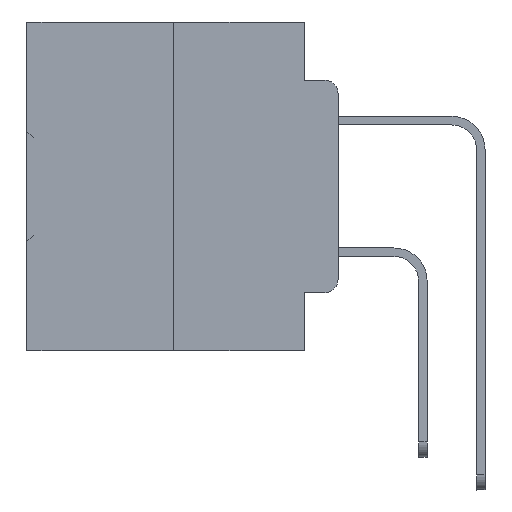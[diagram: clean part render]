
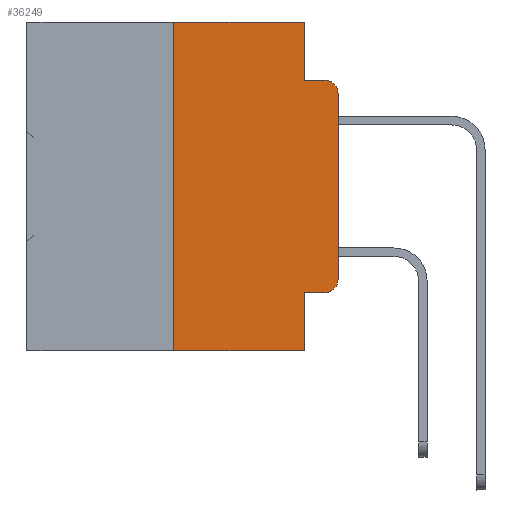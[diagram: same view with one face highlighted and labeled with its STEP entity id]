
A CAD part, left-side view. The second image highlights one B-rep face of the part: STEP entity #36249.
In plain terms, the highlighted planar face has unit normal (-1, 0, 0).
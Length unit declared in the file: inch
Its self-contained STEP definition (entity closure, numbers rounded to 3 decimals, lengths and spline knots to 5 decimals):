
#1382 = EDGE_CURVE ( 'NONE', #15909, #18698, #8049, .T. ) ;
#1492 = PLANE ( 'NONE',  #22775 ) ;
#3025 = VERTEX_POINT ( 'NONE', #7774 ) ;
#3032 = CARTESIAN_POINT ( 'NONE',  ( 0., 0.02, -0.4115 ) ) ;
#3231 = ORIENTED_EDGE ( 'NONE', *, *, #14182, .T. ) ;
#4739 = VECTOR ( 'NONE', #17967, 39.37008 ) ;
#4751 = DIRECTION ( 'NONE',  ( 0., 0., -1. ) ) ;
#5497 = CARTESIAN_POINT ( 'NONE',  ( 0., 0.051, -0.4115 ) ) ;
#5698 = VERTEX_POINT ( 'NONE', #3032 ) ;
#5723 = EDGE_CURVE ( 'NONE', #27910, #22295, #14657, .T. ) ;
#6274 = VECTOR ( 'NONE', #9459, 39.37008 ) ;
#6771 = LINE ( 'NONE', #10366, #30235 ) ;
#6783 = ORIENTED_EDGE ( 'NONE', *, *, #36998, .F. ) ;
#7733 = LINE ( 'NONE', #26749, #4739 ) ;
#7774 = CARTESIAN_POINT ( 'NONE',  ( 0., 0., -0.1085 ) ) ;
#7815 = DIRECTION ( 'NONE',  ( 0., -1., 0. ) ) ;
#8049 = LINE ( 'NONE', #17289, #38325 ) ;
#9459 = DIRECTION ( 'NONE',  ( 0., 0., -1. ) ) ;
#9966 = EDGE_CURVE ( 'NONE', #22295, #34230, #36051, .T. ) ;
#10366 = CARTESIAN_POINT ( 'NONE',  ( 0., 0.473, -0.5 ) ) ;
#10702 = CARTESIAN_POINT ( 'NONE',  ( 0., 0.02, -0.1085 ) ) ;
#11014 = CARTESIAN_POINT ( 'NONE',  ( 0., 0.473, 0. ) ) ;
#12279 = DIRECTION ( 'NONE',  ( -1., 0., 0. ) ) ;
#12806 = VECTOR ( 'NONE', #27521, 39.37008 ) ;
#12984 = AXIS2_PLACEMENT_3D ( 'NONE', #30415, #12279, #33346 ) ;
#13541 = DIRECTION ( 'NONE',  ( 0., -1., 0. ) ) ;
#13797 = LINE ( 'NONE', #24545, #12806 ) ;
#13885 = DIRECTION ( 'NONE',  ( 0., 0., -1. ) ) ;
#14182 = EDGE_CURVE ( 'NONE', #3025, #34230, #37836, .T. ) ;
#14657 = LINE ( 'NONE', #30777, #6274 ) ;
#15909 = VERTEX_POINT ( 'NONE', #37382 ) ;
#16438 = CARTESIAN_POINT ( 'NONE',  ( 0., 0.25, 0. ) ) ;
#16602 = CARTESIAN_POINT ( 'NONE',  ( 0., 0.051, -0.5 ) ) ;
#17200 = EDGE_LOOP ( 'NONE', ( #34817, #3231, #29780, #22831, #38515, #33450, #21463, #6783, #23314, #24230 ) ) ;
#17289 = CARTESIAN_POINT ( 'NONE',  ( 0., 0.25, 0. ) ) ;
#17892 = EDGE_CURVE ( 'NONE', #15909, #18158, #6771, .T. ) ;
#17967 = DIRECTION ( 'NONE',  ( 0., 0., 1. ) ) ;
#18158 = VERTEX_POINT ( 'NONE', #16602 ) ;
#18366 = EDGE_CURVE ( 'NONE', #19971, #3025, #7733, .T. ) ;
#18698 = VERTEX_POINT ( 'NONE', #16438 ) ;
#19624 = VERTEX_POINT ( 'NONE', #5497 ) ;
#19971 = VERTEX_POINT ( 'NONE', #22628 ) ;
#21463 = ORIENTED_EDGE ( 'NONE', *, *, #17892, .T. ) ;
#21530 = DIRECTION ( 'NONE',  ( 0., -1., 0. ) ) ;
#21896 = DIRECTION ( 'NONE',  ( 0., 0., 1. ) ) ;
#22295 = VERTEX_POINT ( 'NONE', #39440 ) ;
#22628 = CARTESIAN_POINT ( 'NONE',  ( 0., 0., -0.3915 ) ) ;
#22775 = AXIS2_PLACEMENT_3D ( 'NONE', #11014, #23401, #4751 ) ;
#22831 = ORIENTED_EDGE ( 'NONE', *, *, #5723, .F. ) ;
#23161 = VECTOR ( 'NONE', #21530, 39.37008 ) ;
#23314 = ORIENTED_EDGE ( 'NONE', *, *, #31123, .T. ) ;
#23401 = DIRECTION ( 'NONE',  ( 1., 0., 0. ) ) ;
#24230 = ORIENTED_EDGE ( 'NONE', *, *, #27117, .T. ) ;
#24367 = FACE_OUTER_BOUND ( 'NONE', #17200, .T. ) ;
#24545 = CARTESIAN_POINT ( 'NONE',  ( 0., 0.051, 0. ) ) ;
#25038 = CARTESIAN_POINT ( 'NONE',  ( 0., 0.051, 0. ) ) ;
#25924 = CARTESIAN_POINT ( 'NONE',  ( 0., 0.473, 0. ) ) ;
#26409 = AXIS2_PLACEMENT_3D ( 'NONE', #10702, #31923, #13885 ) ;
#26749 = CARTESIAN_POINT ( 'NONE',  ( 0., 0., 0. ) ) ;
#27117 = EDGE_CURVE ( 'NONE', #5698, #19971, #27792, .T. ) ;
#27521 = DIRECTION ( 'NONE',  ( 0., 0., -1. ) ) ;
#27579 = VECTOR ( 'NONE', #28880, 39.37008 ) ;
#27792 = CIRCLE ( 'NONE', #12984, 0.02 ) ;
#27910 = VERTEX_POINT ( 'NONE', #25038 ) ;
#28880 = DIRECTION ( 'NONE',  ( 0., -1., 0. ) ) ;
#28909 = LINE ( 'NONE', #29227, #33958 ) ;
#29217 = CARTESIAN_POINT ( 'NONE',  ( 0., 0.02, -0.0885 ) ) ;
#29227 = CARTESIAN_POINT ( 'NONE',  ( 0., 0.051, -0.4115 ) ) ;
#29780 = ORIENTED_EDGE ( 'NONE', *, *, #9966, .F. ) ;
#30235 = VECTOR ( 'NONE', #13541, 39.37008 ) ;
#30415 = CARTESIAN_POINT ( 'NONE',  ( 0., 0.02, -0.3915 ) ) ;
#30431 = EDGE_CURVE ( 'NONE', #18698, #27910, #37256, .T. ) ;
#30777 = CARTESIAN_POINT ( 'NONE',  ( 0., 0.051, 0. ) ) ;
#31123 = EDGE_CURVE ( 'NONE', #19624, #5698, #28909, .T. ) ;
#31923 = DIRECTION ( 'NONE',  ( -1., 0., 0. ) ) ;
#33346 = DIRECTION ( 'NONE',  ( 0., 0., -1. ) ) ;
#33450 = ORIENTED_EDGE ( 'NONE', *, *, #1382, .F. ) ;
#33958 = VECTOR ( 'NONE', #7815, 39.37008 ) ;
#34230 = VERTEX_POINT ( 'NONE', #29217 ) ;
#34817 = ORIENTED_EDGE ( 'NONE', *, *, #18366, .T. ) ;
#36051 = LINE ( 'NONE', #39175, #23161 ) ;
#36249 = ADVANCED_FACE ( 'NONE', ( #24367 ), #1492, .F. ) ;
#36998 = EDGE_CURVE ( 'NONE', #19624, #18158, #13797, .T. ) ;
#37256 = LINE ( 'NONE', #25924, #27579 ) ;
#37382 = CARTESIAN_POINT ( 'NONE',  ( 0., 0.25, -0.5 ) ) ;
#37836 = CIRCLE ( 'NONE', #26409, 0.02 ) ;
#38325 = VECTOR ( 'NONE', #21896, 39.37008 ) ;
#38515 = ORIENTED_EDGE ( 'NONE', *, *, #30431, .F. ) ;
#39175 = CARTESIAN_POINT ( 'NONE',  ( 0., 0.051, -0.0885 ) ) ;
#39440 = CARTESIAN_POINT ( 'NONE',  ( 0., 0.051, -0.0885 ) ) ;
